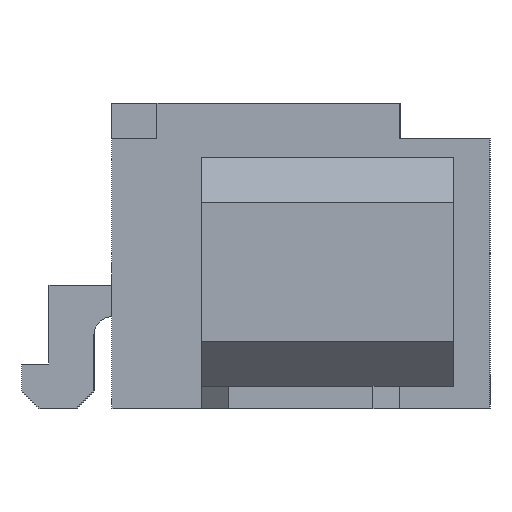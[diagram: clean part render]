
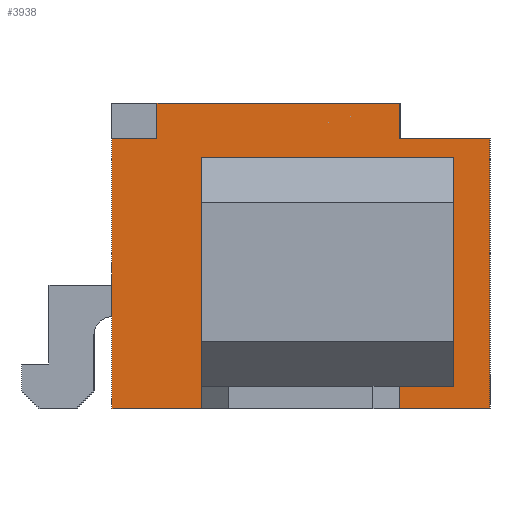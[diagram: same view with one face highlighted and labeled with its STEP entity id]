
A CAD part, left-side view. The second image highlights one B-rep face of the part: STEP entity #3938.
In plain terms, the highlighted planar face has unit normal (-1, 0, 0).
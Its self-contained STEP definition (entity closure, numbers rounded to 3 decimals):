
#787 = VERTEX_POINT('',#788);
#788 = CARTESIAN_POINT('',(-10.25,-2.6,0.));
#794 = EDGE_CURVE('',#787,#795,#797,.T.);
#795 = VERTEX_POINT('',#796);
#796 = CARTESIAN_POINT('',(-10.25,-2.6,3.));
#797 = LINE('',#798,#799);
#798 = CARTESIAN_POINT('',(-10.25,-2.6,0.));
#799 = VECTOR('',#800,1.);
#800 = DIRECTION('',(0.,0.,1.));
#1582 = VERTEX_POINT('',#1583);
#1583 = CARTESIAN_POINT('',(-10.25,1.6,3.));
#1589 = EDGE_CURVE('',#1590,#1582,#1592,.T.);
#1590 = VERTEX_POINT('',#1591);
#1591 = CARTESIAN_POINT('',(-10.25,1.6,0.));
#1592 = LINE('',#1593,#1594);
#1593 = CARTESIAN_POINT('',(-10.25,1.6,0.));
#1594 = VECTOR('',#1595,1.);
#1595 = DIRECTION('',(0.,0.,1.));
#2808 = VERTEX_POINT('',#2809);
#2809 = CARTESIAN_POINT('',(-10.25,1.1,3.4));
#2815 = EDGE_CURVE('',#2808,#2816,#2818,.T.);
#2816 = VERTEX_POINT('',#2817);
#2817 = CARTESIAN_POINT('',(-10.25,-1.6,3.4));
#2818 = LINE('',#2819,#2820);
#2819 = CARTESIAN_POINT('',(-10.25,1.6,3.4));
#2820 = VECTOR('',#2821,1.);
#2821 = DIRECTION('',(0.,-1.,0.));
#3883 = EDGE_CURVE('',#1590,#787,#3884,.T.);
#3884 = LINE('',#3885,#3886);
#3885 = CARTESIAN_POINT('',(-10.25,1.6,0.));
#3886 = VECTOR('',#3887,1.);
#3887 = DIRECTION('',(0.,-1.,0.));
#3918 = EDGE_CURVE('',#795,#3919,#3921,.T.);
#3919 = VERTEX_POINT('',#3920);
#3920 = CARTESIAN_POINT('',(-10.25,-1.6,3.));
#3921 = LINE('',#3922,#3923);
#3922 = CARTESIAN_POINT('',(-10.25,-2.6,3.));
#3923 = VECTOR('',#3924,1.);
#3924 = DIRECTION('',(0.,1.,0.));
#3938 = ADVANCED_FACE('',(#3939,#3966),#4048,.F.);
#3939 = FACE_BOUND('',#3940,.F.);
#3940 = EDGE_LOOP('',(#3941,#3942,#3943,#3951,#3957,#3958,#3964,#3965));
#3941 = ORIENTED_EDGE('',*,*,#3883,.F.);
#3942 = ORIENTED_EDGE('',*,*,#1589,.T.);
#3943 = ORIENTED_EDGE('',*,*,#3944,.T.);
#3944 = EDGE_CURVE('',#1582,#3945,#3947,.T.);
#3945 = VERTEX_POINT('',#3946);
#3946 = CARTESIAN_POINT('',(-10.25,1.1,3.));
#3947 = LINE('',#3948,#3949);
#3948 = CARTESIAN_POINT('',(-10.25,1.6,3.));
#3949 = VECTOR('',#3950,1.);
#3950 = DIRECTION('',(0.,-1.,0.));
#3951 = ORIENTED_EDGE('',*,*,#3952,.F.);
#3952 = EDGE_CURVE('',#2808,#3945,#3953,.T.);
#3953 = LINE('',#3954,#3955);
#3954 = CARTESIAN_POINT('',(-10.25,1.1,3.4));
#3955 = VECTOR('',#3956,1.);
#3956 = DIRECTION('',(-0.,-0.,-1.));
#3957 = ORIENTED_EDGE('',*,*,#2815,.T.);
#3958 = ORIENTED_EDGE('',*,*,#3959,.T.);
#3959 = EDGE_CURVE('',#2816,#3919,#3960,.T.);
#3960 = LINE('',#3961,#3962);
#3961 = CARTESIAN_POINT('',(-10.25,-1.6,3.4));
#3962 = VECTOR('',#3963,1.);
#3963 = DIRECTION('',(0.,0.,-1.));
#3964 = ORIENTED_EDGE('',*,*,#3918,.F.);
#3965 = ORIENTED_EDGE('',*,*,#794,.F.);
#3966 = FACE_BOUND('',#3967,.F.);
#3967 = EDGE_LOOP('',(#3968,#3978,#3986,#3994,#4002,#4010,#4018,#4026,
#4034,#4042));
#3968 = ORIENTED_EDGE('',*,*,#3969,.F.);
#3969 = EDGE_CURVE('',#3970,#3972,#3974,.T.);
#3970 = VERTEX_POINT('',#3971);
#3971 = CARTESIAN_POINT('',(-10.25,0.6,2.8));
#3972 = VERTEX_POINT('',#3973);
#3973 = CARTESIAN_POINT('',(-10.25,-2.2,2.8));
#3974 = LINE('',#3975,#3976);
#3975 = CARTESIAN_POINT('',(-10.25,0.6,2.8));
#3976 = VECTOR('',#3977,1.);
#3977 = DIRECTION('',(0.,-1.,0.));
#3978 = ORIENTED_EDGE('',*,*,#3979,.T.);
#3979 = EDGE_CURVE('',#3970,#3980,#3982,.T.);
#3980 = VERTEX_POINT('',#3981);
#3981 = CARTESIAN_POINT('',(-10.25,0.6,1.6));
#3982 = LINE('',#3983,#3984);
#3983 = CARTESIAN_POINT('',(-10.25,0.6,2.8));
#3984 = VECTOR('',#3985,1.);
#3985 = DIRECTION('',(0.,0.,-1.));
#3986 = ORIENTED_EDGE('',*,*,#3987,.T.);
#3987 = EDGE_CURVE('',#3980,#3988,#3990,.T.);
#3988 = VERTEX_POINT('',#3989);
#3989 = CARTESIAN_POINT('',(-10.25,-1.6,1.6));
#3990 = LINE('',#3991,#3992);
#3991 = CARTESIAN_POINT('',(-10.25,0.6,1.6));
#3992 = VECTOR('',#3993,1.);
#3993 = DIRECTION('',(0.,-1.,0.));
#3994 = ORIENTED_EDGE('',*,*,#3995,.T.);
#3995 = EDGE_CURVE('',#3988,#3996,#3998,.T.);
#3996 = VERTEX_POINT('',#3997);
#3997 = CARTESIAN_POINT('',(-10.25,-1.6,1.25));
#3998 = LINE('',#3999,#4000);
#3999 = CARTESIAN_POINT('',(-10.25,-1.6,1.6));
#4000 = VECTOR('',#4001,1.);
#4001 = DIRECTION('',(0.,0.,-1.));
#4002 = ORIENTED_EDGE('',*,*,#4003,.F.);
#4003 = EDGE_CURVE('',#4004,#3996,#4006,.T.);
#4004 = VERTEX_POINT('',#4005);
#4005 = CARTESIAN_POINT('',(-10.25,0.6,1.25));
#4006 = LINE('',#4007,#4008);
#4007 = CARTESIAN_POINT('',(-10.25,0.6,1.25));
#4008 = VECTOR('',#4009,1.);
#4009 = DIRECTION('',(0.,-1.,0.));
#4010 = ORIENTED_EDGE('',*,*,#4011,.T.);
#4011 = EDGE_CURVE('',#4004,#4012,#4014,.T.);
#4012 = VERTEX_POINT('',#4013);
#4013 = CARTESIAN_POINT('',(-10.25,0.6,0.35));
#4014 = LINE('',#4015,#4016);
#4015 = CARTESIAN_POINT('',(-10.25,0.6,1.25));
#4016 = VECTOR('',#4017,1.);
#4017 = DIRECTION('',(0.,0.,-1.));
#4018 = ORIENTED_EDGE('',*,*,#4019,.T.);
#4019 = EDGE_CURVE('',#4012,#4020,#4022,.T.);
#4020 = VERTEX_POINT('',#4021);
#4021 = CARTESIAN_POINT('',(-10.25,-1.6,0.35));
#4022 = LINE('',#4023,#4024);
#4023 = CARTESIAN_POINT('',(-10.25,0.6,0.35));
#4024 = VECTOR('',#4025,1.);
#4025 = DIRECTION('',(0.,-1.,0.));
#4026 = ORIENTED_EDGE('',*,*,#4027,.T.);
#4027 = EDGE_CURVE('',#4020,#4028,#4030,.T.);
#4028 = VERTEX_POINT('',#4029);
#4029 = CARTESIAN_POINT('',(-10.25,-1.6,0.25));
#4030 = LINE('',#4031,#4032);
#4031 = CARTESIAN_POINT('',(-10.25,-1.6,1.6));
#4032 = VECTOR('',#4033,1.);
#4033 = DIRECTION('',(0.,0.,-1.));
#4034 = ORIENTED_EDGE('',*,*,#4035,.T.);
#4035 = EDGE_CURVE('',#4028,#4036,#4038,.T.);
#4036 = VERTEX_POINT('',#4037);
#4037 = CARTESIAN_POINT('',(-10.25,-2.2,0.25));
#4038 = LINE('',#4039,#4040);
#4039 = CARTESIAN_POINT('',(-10.25,0.6,0.25));
#4040 = VECTOR('',#4041,1.);
#4041 = DIRECTION('',(0.,-1.,0.));
#4042 = ORIENTED_EDGE('',*,*,#4043,.F.);
#4043 = EDGE_CURVE('',#3972,#4036,#4044,.T.);
#4044 = LINE('',#4045,#4046);
#4045 = CARTESIAN_POINT('',(-10.25,-2.2,2.8));
#4046 = VECTOR('',#4047,1.);
#4047 = DIRECTION('',(0.,0.,-1.));
#4048 = PLANE('',#4049);
#4049 = AXIS2_PLACEMENT_3D('',#4050,#4051,#4052);
#4050 = CARTESIAN_POINT('',(-10.25,1.6,0.));
#4051 = DIRECTION('',(1.,0.,0.));
#4052 = DIRECTION('',(0.,-1.,0.));
